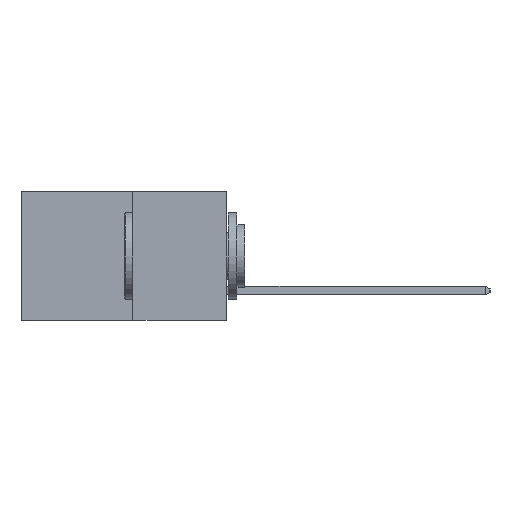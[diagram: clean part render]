
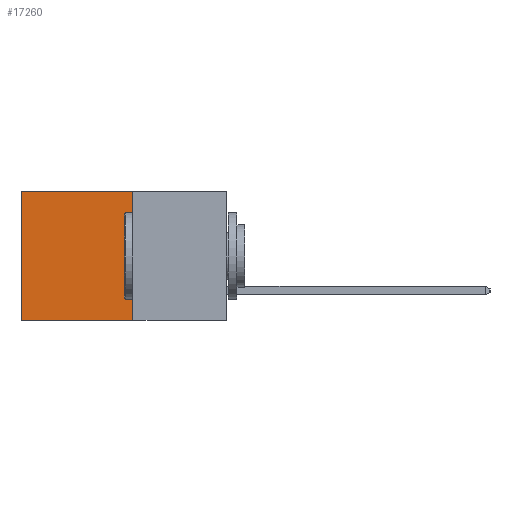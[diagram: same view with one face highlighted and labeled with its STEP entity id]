
A CAD part, left-side view. The second image highlights one B-rep face of the part: STEP entity #17260.
In plain terms, the highlighted planar face has unit normal (-1, 0, 0).
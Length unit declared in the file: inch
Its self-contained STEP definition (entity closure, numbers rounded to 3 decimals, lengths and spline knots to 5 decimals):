
#770 = LINE ( 'NONE', #12036, #4732 ) ;
#924 = VERTEX_POINT ( 'NONE', #7464 ) ;
#1815 = EDGE_CURVE ( 'NONE', #924, #5664, #8357, .T. ) ;
#1937 = DIRECTION ( 'NONE',  ( 0., 0., -1. ) ) ;
#2207 = CARTESIAN_POINT ( 'NONE',  ( 0.277, 0.27, -0.37 ) ) ;
#4581 = CARTESIAN_POINT ( 'NONE',  ( 0.277, 0.27, -0.37 ) ) ;
#4617 = EDGE_CURVE ( 'NONE', #5701, #12481, #770, .T. ) ;
#4732 = VECTOR ( 'NONE', #14252, 39.37008 ) ;
#4863 = DIRECTION ( 'NONE',  ( 0., 1., 0. ) ) ;
#5123 = LINE ( 'NONE', #11984, #15465 ) ;
#5640 = ORIENTED_EDGE ( 'NONE', *, *, #11410, .T. ) ;
#5664 = VERTEX_POINT ( 'NONE', #13528 ) ;
#5701 = VERTEX_POINT ( 'NONE', #13091 ) ;
#5826 = DIRECTION ( 'NONE',  ( 0., 0., -1. ) ) ;
#5895 = PLANE ( 'NONE',  #16104 ) ;
#5933 = FACE_OUTER_BOUND ( 'NONE', #10579, .T. ) ;
#7104 = CARTESIAN_POINT ( 'NONE',  ( 0.277, 0.59, -0.37 ) ) ;
#7464 = CARTESIAN_POINT ( 'NONE',  ( 0.277, 0.59, 0. ) ) ;
#7939 = VECTOR ( 'NONE', #5826, 39.37008 ) ;
#8007 = ORIENTED_EDGE ( 'NONE', *, *, #15094, .F. ) ;
#8357 = LINE ( 'NONE', #7104, #7939 ) ;
#9985 = DIRECTION ( 'NONE',  ( 1., 0., 0. ) ) ;
#10579 = EDGE_LOOP ( 'NONE', ( #14884, #8007, #15252, #5640 ) ) ;
#11410 = EDGE_CURVE ( 'NONE', #5701, #924, #5123, .T. ) ;
#11984 = CARTESIAN_POINT ( 'NONE',  ( 0.277, 0.27, 0. ) ) ;
#12036 = CARTESIAN_POINT ( 'NONE',  ( 0.277, 0.27, -0.37 ) ) ;
#12481 = VERTEX_POINT ( 'NONE', #2207 ) ;
#12626 = VECTOR ( 'NONE', #4863, 39.37008 ) ;
#12962 = CARTESIAN_POINT ( 'NONE',  ( 0.277, 0.27, -0.37 ) ) ;
#13091 = CARTESIAN_POINT ( 'NONE',  ( 0.277, 0.27, 0. ) ) ;
#13329 = DIRECTION ( 'NONE',  ( 0., 1., 0. ) ) ;
#13528 = CARTESIAN_POINT ( 'NONE',  ( 0.277, 0.59, -0.37 ) ) ;
#14252 = DIRECTION ( 'NONE',  ( 0., 0., -1. ) ) ;
#14884 = ORIENTED_EDGE ( 'NONE', *, *, #1815, .T. ) ;
#15094 = EDGE_CURVE ( 'NONE', #12481, #5664, #16166, .T. ) ;
#15252 = ORIENTED_EDGE ( 'NONE', *, *, #4617, .F. ) ;
#15465 = VECTOR ( 'NONE', #13329, 39.37008 ) ;
#16104 = AXIS2_PLACEMENT_3D ( 'NONE', #4581, #9985, #1937 ) ;
#16166 = LINE ( 'NONE', #12962, #12626 ) ;
#17260 = ADVANCED_FACE ( 'NONE', ( #5933 ), #5895, .F. ) ;
